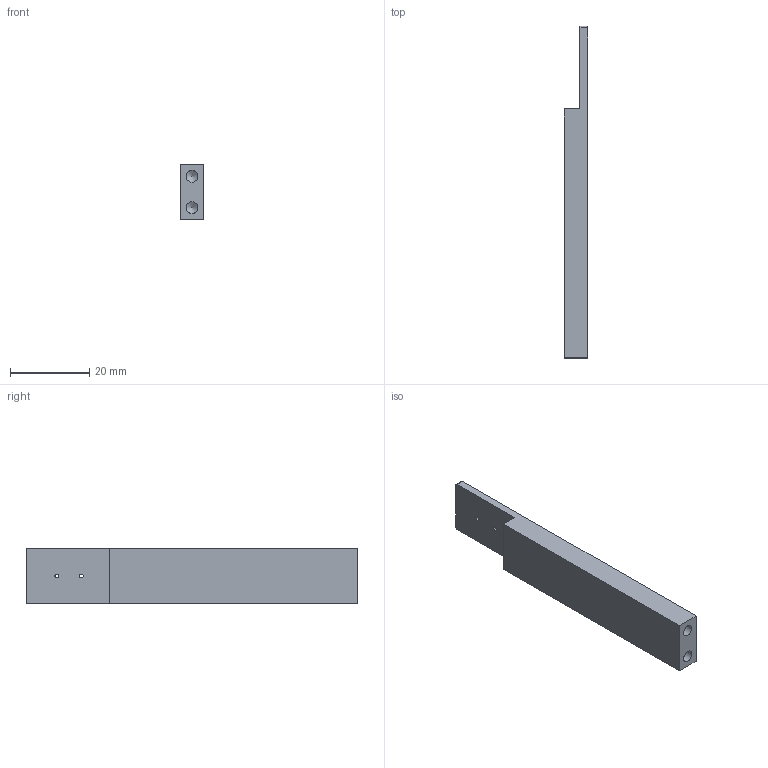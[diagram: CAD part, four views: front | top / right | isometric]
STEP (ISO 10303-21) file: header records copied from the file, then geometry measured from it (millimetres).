
FILE_DESCRIPTION(/* description */ (''),/* implementation_level */ '2;1');
FILE_NAME(/* name */ 'FAB-OX0010-AlignmentTool.70mm.stp',/* time_stamp */ '2020-02-10T12:00:44+00:00',/* author */ ('whgu0532'),/* organization */ (''),/* preprocessor_version */ 'ST-DEVELOPER v18',/* originating_system */ 'Autodesk Inventor 2020',/* authorisation */ '');
FILE_SCHEMA (('AUTOMOTIVE_DESIGN { 1 0 10303 214 3 1 1 }','INTEGRATED_CNC_SCHEMA'));
Length unit declared in the file: millimetre
Products named in the file (1): FAB-OX0010-AlignmentTool.70mm
Bounding box: 6 x 84 x 14 mm (x, y, z)
Volume: 5759.3 mm3; surface area: 3521.5 mm2
Topology: 1 solids, 1 shells, 16 faces, 50 edges, 42 vertices
Faces by surface type: plane 8, cylinder 6, cone 2
Full cylindrical faces by diameter (mm): 1 x2, 3 x2
Entity records: 601 total; most frequent: CARTESIAN_POINT 101, DIRECTION 92, ORIENTED_EDGE 84, EDGE_CURVE 42, AXIS2_PLACEMENT_3D 33, VERTEX_POINT 30, LINE 26, VECTOR 26
